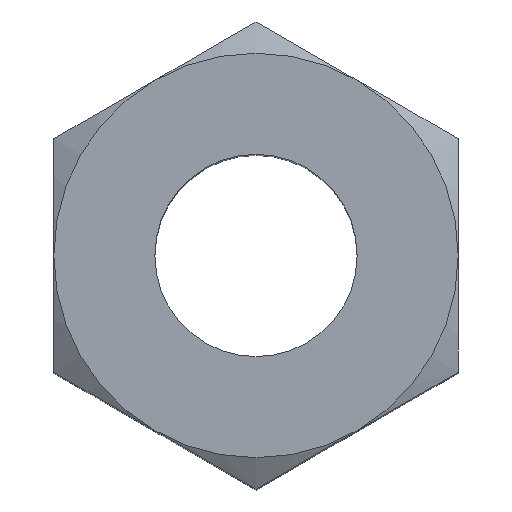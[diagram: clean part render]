
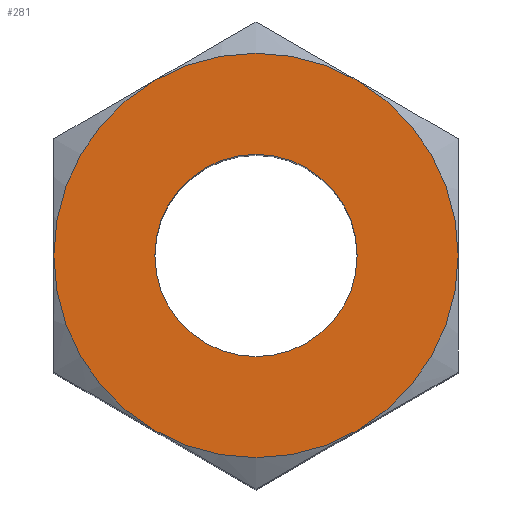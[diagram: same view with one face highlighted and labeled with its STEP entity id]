
A CAD part, top view. The second image highlights one B-rep face of the part: STEP entity #281.
In plain terms, the highlighted planar face has unit normal (0, 0, 1).
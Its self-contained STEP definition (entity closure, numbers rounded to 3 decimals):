
#15 = CARTESIAN_POINT ( 'NONE',  ( 0., 0., 4.5 ) ) ;
#19 = VERTEX_POINT ( 'NONE', #619 ) ;
#20 = FACE_OUTER_BOUND ( 'NONE', #209, .T. ) ;
#26 = CARTESIAN_POINT ( 'NONE',  ( 0., 0., 4.5 ) ) ;
#33 = AXIS2_PLACEMENT_3D ( 'NONE', #449, #561, #231 ) ;
#37 = PLANE ( 'NONE',  #188 ) ;
#47 = EDGE_CURVE ( 'NONE', #375, #69, #453, .T. ) ;
#62 = CARTESIAN_POINT ( 'NONE',  ( 0., 0., 4.5 ) ) ;
#69 = VERTEX_POINT ( 'NONE', #168 ) ;
#83 = ORIENTED_EDGE ( 'NONE', *, *, #413, .T. ) ;
#94 = CIRCLE ( 'NONE', #499, 3. ) ;
#95 = DIRECTION ( 'NONE',  ( 1., 0., 0. ) ) ;
#102 = DIRECTION ( 'NONE',  ( 0., 0., 1. ) ) ;
#124 = ORIENTED_EDGE ( 'NONE', *, *, #47, .F. ) ;
#128 = AXIS2_PLACEMENT_3D ( 'NONE', #62, #504, #558 ) ;
#129 = AXIS2_PLACEMENT_3D ( 'NONE', #221, #102, #547 ) ;
#138 = CARTESIAN_POINT ( 'NONE',  ( 1.5, 2.598, 4.5 ) ) ;
#142 = DIRECTION ( 'NONE',  ( 1., 0., 0. ) ) ;
#149 = VERTEX_POINT ( 'NONE', #186 ) ;
#155 = VERTEX_POINT ( 'NONE', #300 ) ;
#156 = AXIS2_PLACEMENT_3D ( 'NONE', #328, #599, #489 ) ;
#168 = CARTESIAN_POINT ( 'NONE',  ( -1.5, 0., 4.5 ) ) ;
#177 = CARTESIAN_POINT ( 'NONE',  ( 1.5, 0., 4.5 ) ) ;
#183 = FACE_BOUND ( 'NONE', #721, .T. ) ;
#186 = CARTESIAN_POINT ( 'NONE',  ( 1.5, -2.598, 4.5 ) ) ;
#188 = AXIS2_PLACEMENT_3D ( 'NONE', #266, #380, #540 ) ;
#199 = DIRECTION ( 'NONE',  ( 0., 0., 1. ) ) ;
#206 = CIRCLE ( 'NONE', #573, 3. ) ;
#209 = EDGE_LOOP ( 'NONE', ( #640, #496, #704, #639, #211, #83 ) ) ;
#211 = ORIENTED_EDGE ( 'NONE', *, *, #532, .T. ) ;
#221 = CARTESIAN_POINT ( 'NONE',  ( 0., 0., 4.5 ) ) ;
#231 = DIRECTION ( 'NONE',  ( 1., 0., 0. ) ) ;
#247 = EDGE_CURVE ( 'NONE', #149, #492, #94, .T. ) ;
#252 = CARTESIAN_POINT ( 'NONE',  ( 0., 0., 4.5 ) ) ;
#266 = CARTESIAN_POINT ( 'NONE',  ( 0., 0., 4.5 ) ) ;
#274 = CARTESIAN_POINT ( 'NONE',  ( -1.5, -2.598, 4.5 ) ) ;
#281 = ADVANCED_FACE ( 'NONE', ( #183, #20 ), #37, .T. ) ;
#300 = CARTESIAN_POINT ( 'NONE',  ( -3., 0., 4.5 ) ) ;
#307 = DIRECTION ( 'NONE',  ( 0., 0., 1. ) ) ;
#320 = CARTESIAN_POINT ( 'NONE',  ( 3., 0., 4.5 ) ) ;
#328 = CARTESIAN_POINT ( 'NONE',  ( 0., 0., 4.5 ) ) ;
#341 = ORIENTED_EDGE ( 'NONE', *, *, #357, .F. ) ;
#357 = EDGE_CURVE ( 'NONE', #69, #375, #597, .T. ) ;
#364 = CARTESIAN_POINT ( 'NONE',  ( 0., 0., 4.5 ) ) ;
#375 = VERTEX_POINT ( 'NONE', #177 ) ;
#380 = DIRECTION ( 'NONE',  ( 0., 0., 1. ) ) ;
#391 = VERTEX_POINT ( 'NONE', #138 ) ;
#413 = EDGE_CURVE ( 'NONE', #391, #19, #431, .T. ) ;
#431 = CIRCLE ( 'NONE', #632, 3. ) ;
#449 = CARTESIAN_POINT ( 'NONE',  ( 0., 0., 4.5 ) ) ;
#453 = CIRCLE ( 'NONE', #129, 1.5 ) ;
#464 = EDGE_CURVE ( 'NONE', #155, #631, #608, .T. ) ;
#468 = DIRECTION ( 'NONE',  ( 1., 0., 0. ) ) ;
#489 = DIRECTION ( 'NONE',  ( 1., 0., 0. ) ) ;
#492 = VERTEX_POINT ( 'NONE', #320 ) ;
#496 = ORIENTED_EDGE ( 'NONE', *, *, #464, .T. ) ;
#499 = AXIS2_PLACEMENT_3D ( 'NONE', #26, #588, #638 ) ;
#504 = DIRECTION ( 'NONE',  ( 0., 0., 1. ) ) ;
#532 = EDGE_CURVE ( 'NONE', #492, #391, #206, .T. ) ;
#537 = CIRCLE ( 'NONE', #128, 3. ) ;
#540 = DIRECTION ( 'NONE',  ( 1., 0., 0. ) ) ;
#547 = DIRECTION ( 'NONE',  ( 1., 0., 0. ) ) ;
#558 = DIRECTION ( 'NONE',  ( 1., 0., 0. ) ) ;
#561 = DIRECTION ( 'NONE',  ( 0., 0., 1. ) ) ;
#573 = AXIS2_PLACEMENT_3D ( 'NONE', #364, #199, #142 ) ;
#588 = DIRECTION ( 'NONE',  ( 0., 0., 1. ) ) ;
#597 = CIRCLE ( 'NONE', #33, 1.5 ) ;
#599 = DIRECTION ( 'NONE',  ( 0., 0., 1. ) ) ;
#608 = CIRCLE ( 'NONE', #668, 3. ) ;
#609 = EDGE_CURVE ( 'NONE', #631, #149, #712, .T. ) ;
#619 = CARTESIAN_POINT ( 'NONE',  ( -1.5, 2.598, 4.5 ) ) ;
#631 = VERTEX_POINT ( 'NONE', #274 ) ;
#632 = AXIS2_PLACEMENT_3D ( 'NONE', #15, #696, #468 ) ;
#638 = DIRECTION ( 'NONE',  ( 1., 0., 0. ) ) ;
#639 = ORIENTED_EDGE ( 'NONE', *, *, #247, .T. ) ;
#640 = ORIENTED_EDGE ( 'NONE', *, *, #733, .T. ) ;
#668 = AXIS2_PLACEMENT_3D ( 'NONE', #252, #307, #95 ) ;
#696 = DIRECTION ( 'NONE',  ( 0., 0., 1. ) ) ;
#704 = ORIENTED_EDGE ( 'NONE', *, *, #609, .T. ) ;
#712 = CIRCLE ( 'NONE', #156, 3. ) ;
#721 = EDGE_LOOP ( 'NONE', ( #341, #124 ) ) ;
#733 = EDGE_CURVE ( 'NONE', #19, #155, #537, .T. ) ;
